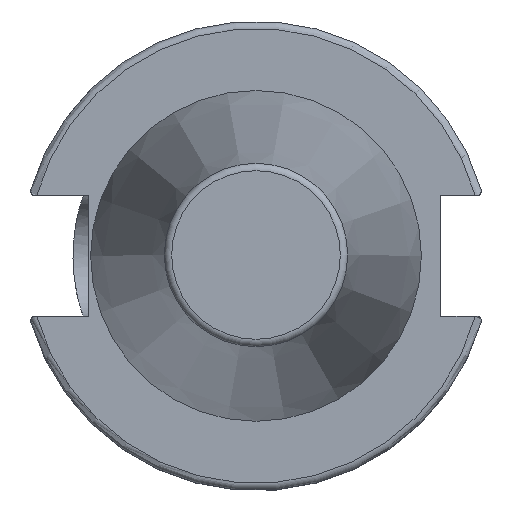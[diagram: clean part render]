
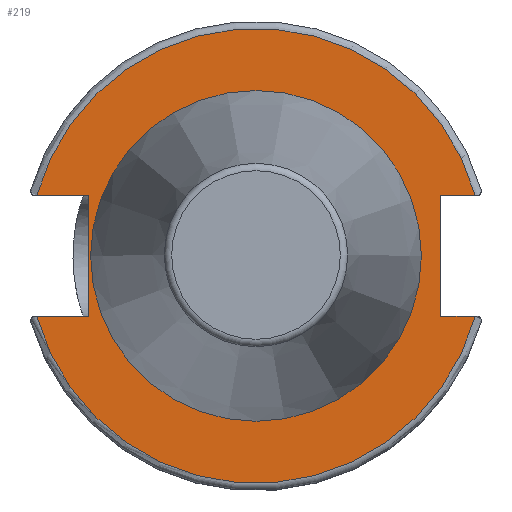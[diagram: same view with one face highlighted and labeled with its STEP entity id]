
A CAD part, top view. The second image highlights one B-rep face of the part: STEP entity #219.
In plain terms, the highlighted planar face has unit normal (0, 0, 1).
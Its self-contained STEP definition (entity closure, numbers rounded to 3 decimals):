
#53=FACE_BOUND('',#353,.T.);
#54=FACE_BOUND('',#354,.T.);
#156=CIRCLE('',#1111,30.75);
#162=CIRCLE('',#1124,22.371);
#165=CIRCLE('',#1130,30.75);
#219=ADVANCED_FACE('',(#53,#54),#272,.T.);
#272=PLANE('',#1131);
#353=EDGE_LOOP('',(#626,#627,#628,#629,#630,#631,#632,#633));
#354=EDGE_LOOP('',(#634));
#455=LINE('',#1730,#501);
#457=LINE('',#1747,#503);
#459=LINE('',#1770,#505);
#460=LINE('',#1774,#506);
#461=LINE('',#1776,#507);
#462=LINE('',#1778,#508);
#501=VECTOR('',#1284,1.);
#503=VECTOR('',#1304,1.);
#505=VECTOR('',#1322,1.);
#506=VECTOR('',#1325,1.);
#507=VECTOR('',#1326,1.);
#508=VECTOR('',#1327,1.);
#626=ORIENTED_EDGE('',*,*,#955,.T.);
#627=ORIENTED_EDGE('',*,*,#961,.T.);
#628=ORIENTED_EDGE('',*,*,#962,.F.);
#629=ORIENTED_EDGE('',*,*,#963,.T.);
#630=ORIENTED_EDGE('',*,*,#964,.T.);
#631=ORIENTED_EDGE('',*,*,#965,.T.);
#632=ORIENTED_EDGE('',*,*,#942,.F.);
#633=ORIENTED_EDGE('',*,*,#948,.T.);
#634=ORIENTED_EDGE('',*,*,#958,.F.);
#832=VERTEX_POINT('',#1695);
#833=VERTEX_POINT('',#1696);
#836=VERTEX_POINT('',#1729);
#842=VERTEX_POINT('',#1746);
#843=VERTEX_POINT('',#1762);
#846=VERTEX_POINT('',#1771);
#847=VERTEX_POINT('',#1773);
#848=VERTEX_POINT('',#1775);
#849=VERTEX_POINT('',#1777);
#942=EDGE_CURVE('',#832,#833,#156,.T.);
#948=EDGE_CURVE('',#832,#836,#455,.T.);
#955=EDGE_CURVE('',#836,#842,#457,.T.);
#958=EDGE_CURVE('',#843,#843,#162,.T.);
#961=EDGE_CURVE('',#842,#846,#459,.T.);
#962=EDGE_CURVE('',#847,#846,#165,.T.);
#963=EDGE_CURVE('',#847,#848,#460,.T.);
#964=EDGE_CURVE('',#848,#849,#461,.T.);
#965=EDGE_CURVE('',#849,#833,#462,.T.);
#1111=AXIS2_PLACEMENT_3D('',#1694,#1278,#1279);
#1124=AXIS2_PLACEMENT_3D('',#1761,#1310,#1311);
#1130=AXIS2_PLACEMENT_3D('',#1772,#1323,#1324);
#1131=AXIS2_PLACEMENT_3D('',#1779,#1328,#1329);
#1278=DIRECTION('',(0.,0.,-1.));
#1279=DIRECTION('',(0.,1.,0.));
#1284=DIRECTION('',(1.,0.,0.));
#1304=DIRECTION('',(0.,-1.,0.));
#1310=DIRECTION('',(0.,0.,1.));
#1311=DIRECTION('',(1.,0.,0.));
#1322=DIRECTION('',(-1.,0.,0.));
#1323=DIRECTION('',(0.,0.,-1.));
#1324=DIRECTION('',(0.,-1.,0.));
#1325=DIRECTION('',(-1.,0.,0.));
#1326=DIRECTION('',(0.,1.,0.));
#1327=DIRECTION('',(1.,0.,0.));
#1328=DIRECTION('',(0.,0.,1.));
#1329=DIRECTION('',(1.,0.,0.));
#1694=CARTESIAN_POINT('',(0.,0.,-1.));
#1695=CARTESIAN_POINT('',(-29.639,8.19,-1.));
#1696=CARTESIAN_POINT('',(29.639,8.19,-1.));
#1729=CARTESIAN_POINT('',(-22.6,8.19,-1.));
#1730=CARTESIAN_POINT('',(-11.3,8.19,-1.));
#1746=CARTESIAN_POINT('',(-22.6,-8.19,-1.));
#1747=CARTESIAN_POINT('',(-22.6,15.875,-1.));
#1761=CARTESIAN_POINT('',(0.,0.,-1.));
#1762=CARTESIAN_POINT('',(22.371,0.,-1.));
#1770=CARTESIAN_POINT('',(-11.3,-8.19,-1.));
#1771=CARTESIAN_POINT('',(-29.639,-8.19,-1.));
#1772=CARTESIAN_POINT('',(0.,0.,-1.));
#1773=CARTESIAN_POINT('',(29.639,-8.19,-1.));
#1774=CARTESIAN_POINT('',(12.5,-8.19,-1.));
#1775=CARTESIAN_POINT('',(25.,-8.19,-1.));
#1776=CARTESIAN_POINT('',(25.,15.875,-1.));
#1777=CARTESIAN_POINT('',(25.,8.19,-1.));
#1778=CARTESIAN_POINT('',(12.5,8.19,-1.));
#1779=CARTESIAN_POINT('',(0.,31.75,-1.));
